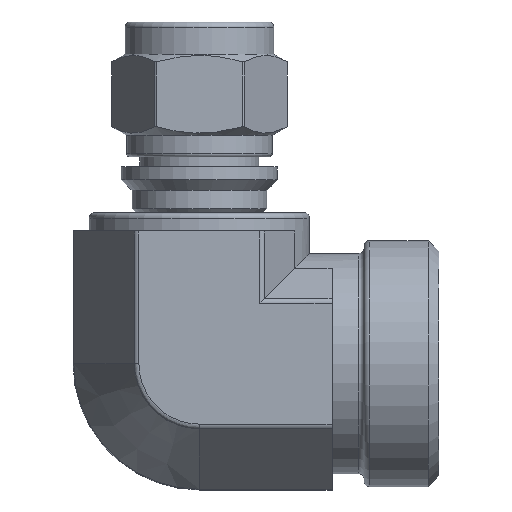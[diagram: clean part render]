
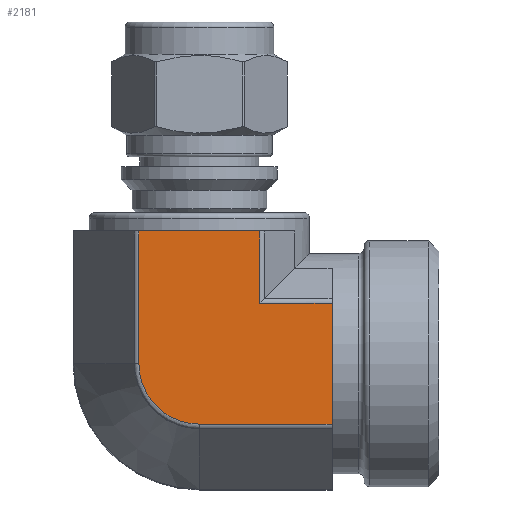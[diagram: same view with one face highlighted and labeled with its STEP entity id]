
A CAD part, left-side view. The second image highlights one B-rep face of the part: STEP entity #2181.
In plain terms, the highlighted planar face has unit normal (-1, 0, 0).
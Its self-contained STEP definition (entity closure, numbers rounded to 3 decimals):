
#246=CIRCLE('',#2438,5.658);
#438=FACE_OUTER_BOUND('',#593,.T.);
#593=EDGE_LOOP('',(#1958,#1959,#1960,#1961,#1962,#1963,#1964,#1965,#1966));
#678=LINE('',#3753,#806);
#681=LINE('',#3762,#809);
#687=LINE('',#3775,#815);
#689=LINE('',#3785,#817);
#690=LINE('',#3796,#818);
#693=LINE('',#3802,#821);
#720=LINE('',#3970,#848);
#721=LINE('',#3972,#849);
#806=VECTOR('',#3041,10.);
#809=VECTOR('',#3050,10.);
#815=VECTOR('',#3062,10.);
#817=VECTOR('',#3072,10.);
#818=VECTOR('',#3085,10.);
#821=VECTOR('',#3092,10.);
#848=VECTOR('',#3261,10.);
#849=VECTOR('',#3264,10.);
#997=VERTEX_POINT('',#3750);
#998=VERTEX_POINT('',#3752);
#1000=VERTEX_POINT('',#3758);
#1005=VERTEX_POINT('',#3774);
#1006=VERTEX_POINT('',#3778);
#1009=VERTEX_POINT('',#3783);
#1011=VERTEX_POINT('',#3788);
#1013=VERTEX_POINT('',#3794);
#1038=VERTEX_POINT('',#3886);
#1266=EDGE_CURVE('',#997,#998,#678,.T.);
#1271=EDGE_CURVE('',#998,#1000,#681,.T.);
#1277=EDGE_CURVE('',#1005,#1000,#687,.T.);
#1282=EDGE_CURVE('',#1009,#1006,#689,.T.);
#1284=EDGE_CURVE('',#1011,#1009,#246,.T.);
#1287=EDGE_CURVE('',#1013,#1011,#690,.T.);
#1291=EDGE_CURVE('',#1013,#1005,#693,.T.);
#1360=EDGE_CURVE('',#997,#1038,#720,.T.);
#1361=EDGE_CURVE('',#1038,#1006,#721,.T.);
#1958=ORIENTED_EDGE('',*,*,#1266,.F.);
#1959=ORIENTED_EDGE('',*,*,#1360,.T.);
#1960=ORIENTED_EDGE('',*,*,#1361,.T.);
#1961=ORIENTED_EDGE('',*,*,#1282,.F.);
#1962=ORIENTED_EDGE('',*,*,#1284,.F.);
#1963=ORIENTED_EDGE('',*,*,#1287,.F.);
#1964=ORIENTED_EDGE('',*,*,#1291,.T.);
#1965=ORIENTED_EDGE('',*,*,#1277,.T.);
#1966=ORIENTED_EDGE('',*,*,#1271,.F.);
#2039=PLANE('',#2517);
#2181=ADVANCED_FACE('',(#438),#2039,.T.);
#2438=AXIS2_PLACEMENT_3D('',#3790,#3077,#3078);
#2517=AXIS2_PLACEMENT_3D('',#3976,#3269,#3270);
#3041=DIRECTION('',(0.,0.,-1.));
#3050=DIRECTION('',(0.,-1.,0.));
#3062=DIRECTION('',(0.,0.,1.));
#3072=DIRECTION('',(0.,0.,1.));
#3077=DIRECTION('center_axis',(1.,0.,0.));
#3078=DIRECTION('ref_axis',(0.,0.707,-0.707));
#3085=DIRECTION('',(0.,1.,0.));
#3092=DIRECTION('',(0.,0.,1.));
#3261=DIRECTION('',(0.,1.,0.));
#3264=DIRECTION('',(0.,1.,0.));
#3269=DIRECTION('center_axis',(-1.,0.,0.));
#3270=DIRECTION('ref_axis',(0.,0.,1.));
#3750=CARTESIAN_POINT('',(-10.3,-5.658,12.4));
#3752=CARTESIAN_POINT('',(-10.3,-5.658,5.658));
#3753=CARTESIAN_POINT('',(-10.3,-5.658,0.));
#3758=CARTESIAN_POINT('',(-10.3,-12.4,5.658));
#3762=CARTESIAN_POINT('',(-10.3,-2.973,5.658));
#3774=CARTESIAN_POINT('',(-10.3,-12.4,0.));
#3775=CARTESIAN_POINT('',(-10.3,-12.4,-5.947));
#3778=CARTESIAN_POINT('',(-10.3,5.658,12.4));
#3783=CARTESIAN_POINT('',(-10.3,5.658,0.));
#3785=CARTESIAN_POINT('',(-10.3,5.658,0.));
#3788=CARTESIAN_POINT('',(-10.3,0.,-5.658));
#3790=CARTESIAN_POINT('Origin',(-10.3,0.,0.));
#3794=CARTESIAN_POINT('',(-10.3,-12.4,-5.658));
#3796=CARTESIAN_POINT('',(-10.3,-2.973,-5.658));
#3802=CARTESIAN_POINT('',(-10.3,-12.4,-5.947));
#3886=CARTESIAN_POINT('',(-10.3,0.,12.4));
#3970=CARTESIAN_POINT('',(-10.3,-5.947,12.4));
#3972=CARTESIAN_POINT('',(-10.3,-5.947,12.4));
#3976=CARTESIAN_POINT('Origin',(-10.3,-5.947,0.));
